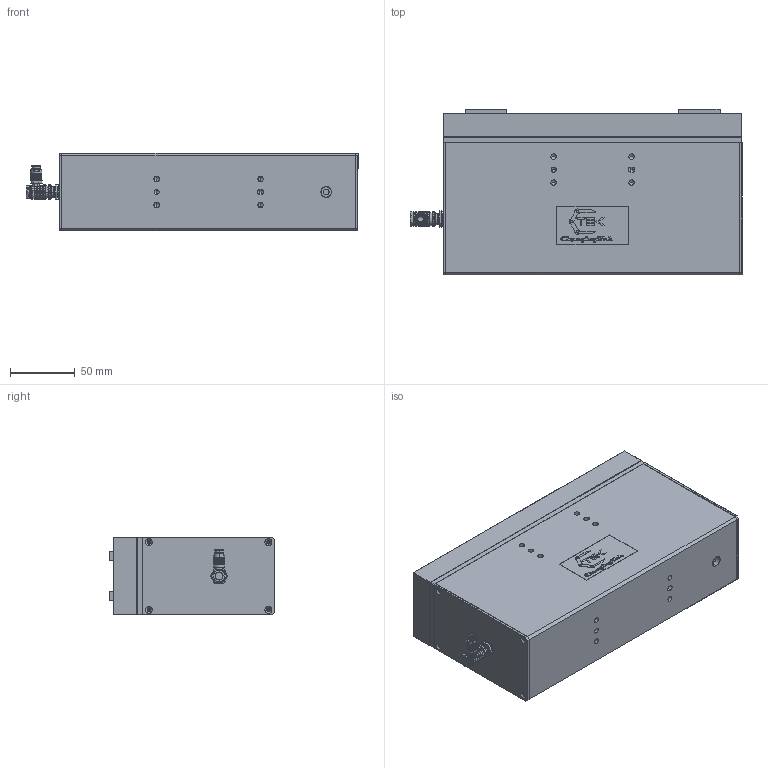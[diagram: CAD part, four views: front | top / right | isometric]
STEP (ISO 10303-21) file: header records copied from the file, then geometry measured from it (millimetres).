
FILE_DESCRIPTION (( 'STEP AP203' ), '1' );
FILE_NAME ('CTPM2F120_120平动两指手.STEP', '2023-04-07T05:58:51', ( '' ), ( '' ), 'SwSTEP 2.0', 'SolidWorks 2016', '' );
FILE_SCHEMA (( 'CONFIG_CONTROL_DESIGN' ));
Length unit declared in the file: millimetre
Products named in the file (30): EEG-0B-1; FHG-0B-1A_1; eeg-0b_305asm; 120_奻欶啣; 0B-5P-G_1; 0B-5P; FHG-0B_ASM_1_ASM; EHG-0B-07_ASM; 120傷啣B; 120絳寢す怢; DIAN-PIAN; 120硌傷假蚾釱A; FGG-0B-07_ASM_1_ASM; CTPM2F120_120平动两指手; FHG-0B-3A-3B_1_1; fhg-0b(1); 120傷啣A; FGG-0B-07_1; FHG-0B-3_1; FGG-0B-5B_1; LIU-JIAO-LUO-MU; FHG-0B-2A_1; FGG-0B-5A1_1; 120硌傷假蚾釱B; 120價釱; FHG-0B-3A-3B_1_2; FHG-0B-3A-3B_1_ASM; EGG-0B-2; FHG-0B-7_1; EHG-0B-07
Assembly tree (37 placements, depth 5):
  CTPM2F120_120平动两指手
    120價釱
    120傷啣A
    120傷啣B
    120絳寢す怢
    120_奻欶啣
    120硌傷假蚾釱A
    120硌傷假蚾釱B
    eeg-0b_305asm
      EEG-0B-1
      DIAN-PIAN
      LIU-JIAO-LUO-MU
      EGG-0B-2
      EHG-0B-07_ASM
        0B-5P
        EHG-0B-07  x5
    fhg-0b(1)
      FHG-0B_ASM_1_ASM
        FHG-0B-1A_1
        FHG-0B-2A_1
        FHG-0B-3A-3B_1_ASM
          FHG-0B-3A-3B_1_1
          FHG-0B-3A-3B_1_2
        FGG-0B-07_ASM_1_ASM
          0B-5P-G_1
          FGG-0B-07_1  x5
        FHG-0B-3_1
        FHG-0B-7_1
        FGG-0B-5A1_1
        FGG-0B-5B_1
Bounding box: 255.57 x 127.7 x 60 mm (x, y, z)
Volume: 1546693.3 mm3; surface area: 209310.4 mm2
Topology: 31 solids, 33 shells, 2858 faces, 7284 edges, 4512 vertices
Faces by surface type: cylinder 1131, plane 1033, cone 481, bspline 208, torus 5
Entity records: 120127 total; most frequent: CARTESIAN_POINT 57946, ORIENTED_EDGE 12852, DIRECTION 11318, EDGE_CURVE 6429, AXIS2_PLACEMENT_3D 4245, VERTEX_POINT 4056, EDGE_LOOP 2855, VECTOR 2828
